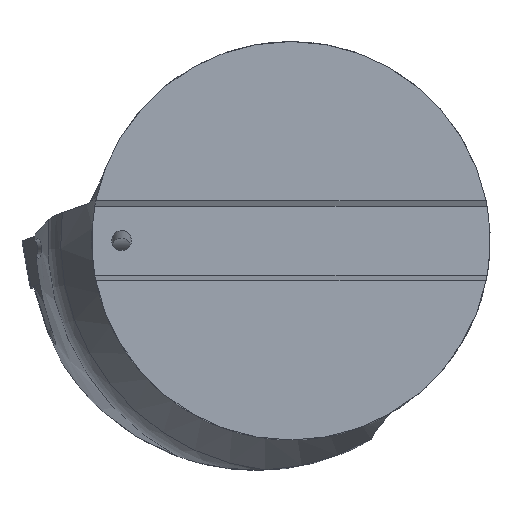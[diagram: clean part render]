
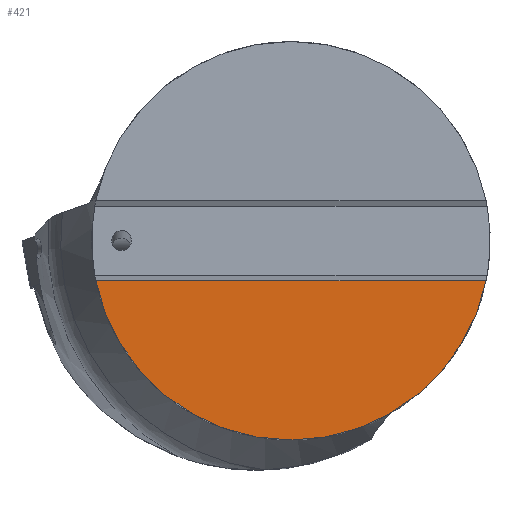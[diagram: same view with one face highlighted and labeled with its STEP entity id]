
A CAD part, top view. The second image highlights one B-rep face of the part: STEP entity #421.
In plain terms, the highlighted planar face has unit normal (0, 0, 1).
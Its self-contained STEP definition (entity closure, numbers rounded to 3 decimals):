
#421=ADVANCED_FACE('240[2]',(#1171),#1172,.T.);
#736=EDGE_CURVE('240[2]',#1562,#1607,#1612,.T.);
#907=EDGE_CURVE('240[2]',#1562,#1607,#1823,.T.);
#1171=FACE_OUTER_BOUND('',#2269,.T.);
#1172=PLANE('',#2270);
#1562=VERTEX_POINT('NONE',#3027);
#1607=VERTEX_POINT('NONE',#3128);
#1612=CIRCLE('',#3151,20.0);
#1823=LINE('',#3564,#3565);
#2269=EDGE_LOOP('',(#3951,#3952));
#2270=AXIS2_PLACEMENT_3D('',#3953,#3954,#3955);
#3027=CARTESIAN_POINT('',(19.596,-4.,0.));
#3128=CARTESIAN_POINT('',(-19.596,-4.,0.));
#3151=AXIS2_PLACEMENT_3D('',#4424,#4425,#4426);
#3564=CARTESIAN_POINT('',(-29.75,-4.,0.));
#3565=VECTOR('',#4668,1.0);
#3951=ORIENTED_EDGE('',*,*,#736,.F.);
#3952=ORIENTED_EDGE('',*,*,#907,.T.);
#3953=CARTESIAN_POINT('',(-9.5,0.,0.));
#3954=DIRECTION('',(0.,0.,1.0));
#3955=DIRECTION('',(1.0,0.,0.0));
#4424=CARTESIAN_POINT('',(0.,0.,0.0));
#4425=DIRECTION('',(0.,0.,-1.0));
#4426=DIRECTION('',(0.,1.0,0.));
#4668=DIRECTION('',(-1.0,0.,0.));
